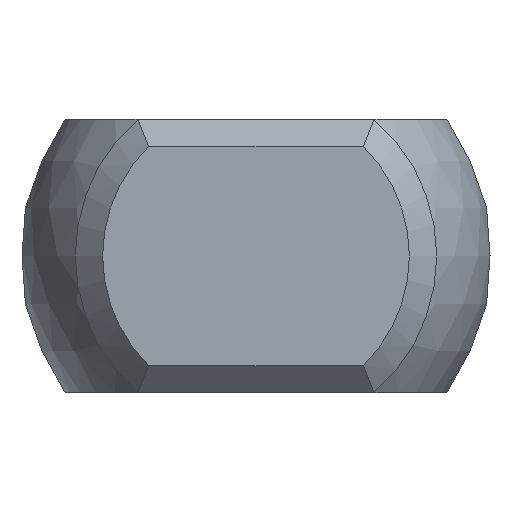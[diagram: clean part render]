
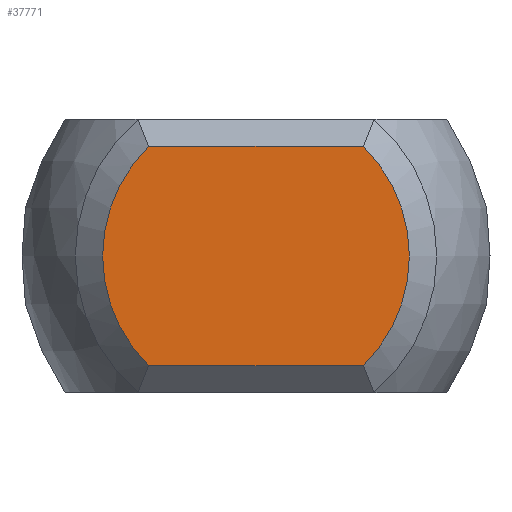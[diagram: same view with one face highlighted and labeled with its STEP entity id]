
A CAD part, left-side view. The second image highlights one B-rep face of the part: STEP entity #37771.
In plain terms, the highlighted planar face has unit normal (-1, 0, 0).
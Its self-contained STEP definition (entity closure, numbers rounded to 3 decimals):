
#35422 = PLANE('',#35423);
#35423 = AXIS2_PLACEMENT_3D('',#35424,#35425,#35426);
#35424 = CARTESIAN_POINT('',(-65.375,3.125,2.25));
#35425 = DIRECTION('',(0.707,0.,-0.707));
#35426 = DIRECTION('',(-0.707,0.,-0.707));
#37148 = EDGE_CURVE('',#37149,#37151,#37153,.T.);
#37149 = VERTEX_POINT('',#37150);
#37150 = CARTESIAN_POINT('',(-65.625,-1.96,-2.));
#37151 = VERTEX_POINT('',#37152);
#37152 = CARTESIAN_POINT('',(-65.625,-1.96,2.));
#37153 = SURFACE_CURVE('',#37154,(#37159,#37171),.PCURVE_S1.);
#37154 = CIRCLE('',#37155,2.8);
#37155 = AXIS2_PLACEMENT_3D('',#37156,#37157,#37158);
#37156 = CARTESIAN_POINT('',(-65.625,0.,0.));
#37157 = DIRECTION('',(-1.,0.,0.));
#37158 = DIRECTION('',(0.,-1.,0.));
#37159 = PCURVE('',#37160,#37165);
#37160 = CONICAL_SURFACE('',#37161,3.05,0.785);
#37161 = AXIS2_PLACEMENT_3D('',#37162,#37163,#37164);
#37162 = CARTESIAN_POINT('',(-65.375,0.,0.));
#37163 = DIRECTION('',(1.,0.,0.));
#37164 = DIRECTION('',(0.,-1.,0.));
#37165 = DEFINITIONAL_REPRESENTATION('',(#37166),#37170);
#37166 = LINE('',#37167,#37168);
#37167 = CARTESIAN_POINT('',(6.283,-0.25));
#37168 = VECTOR('',#37169,1.);
#37169 = DIRECTION('',(-1.,0.));
#37170 = ( GEOMETRIC_REPRESENTATION_CONTEXT(2) 
PARAMETRIC_REPRESENTATION_CONTEXT() REPRESENTATION_CONTEXT('2D SPACE',''
  ) );
#37171 = PCURVE('',#37172,#37177);
#37172 = PLANE('',#37173);
#37173 = AXIS2_PLACEMENT_3D('',#37174,#37175,#37176);
#37174 = CARTESIAN_POINT('',(-65.625,0.,0.));
#37175 = DIRECTION('',(1.,0.,0.));
#37176 = DIRECTION('',(0.,0.,-1.));
#37177 = DEFINITIONAL_REPRESENTATION('',(#37178),#37186);
#37178 = ( BOUNDED_CURVE() B_SPLINE_CURVE(2,(#37179,#37180,#37181,#37182
    ,#37183,#37184,#37185),.UNSPECIFIED.,.T.,.F.) 
B_SPLINE_CURVE_WITH_KNOTS((1,2,2,2,2,1),(-2.094,0.,
    2.094,4.189,6.283,8.378),
.UNSPECIFIED.) CURVE() GEOMETRIC_REPRESENTATION_ITEM() 
RATIONAL_B_SPLINE_CURVE((1.,0.5,1.,0.5,1.,0.5,1.)) REPRESENTATION_ITEM(
  '') );
#37179 = CARTESIAN_POINT('',(0.,-2.8));
#37180 = CARTESIAN_POINT('',(-4.85,-2.8));
#37181 = CARTESIAN_POINT('',(-2.425,1.4));
#37182 = CARTESIAN_POINT('',(0.,5.6));
#37183 = CARTESIAN_POINT('',(2.425,1.4));
#37184 = CARTESIAN_POINT('',(4.85,-2.8));
#37185 = CARTESIAN_POINT('',(0.,-2.8));
#37186 = ( GEOMETRIC_REPRESENTATION_CONTEXT(2) 
PARAMETRIC_REPRESENTATION_CONTEXT() REPRESENTATION_CONTEXT('2D SPACE',''
  ) );
#37204 = PLANE('',#37205);
#37205 = AXIS2_PLACEMENT_3D('',#37206,#37207,#37208);
#37206 = CARTESIAN_POINT('',(-65.375,-3.125,-2.25));
#37207 = DIRECTION('',(0.707,0.,0.707)
  );
#37208 = DIRECTION('',(0.707,0.,-0.707));
#37264 = EDGE_CURVE('',#37151,#37265,#37267,.T.);
#37265 = VERTEX_POINT('',#37266);
#37266 = CARTESIAN_POINT('',(-65.625,1.96,2.));
#37267 = SURFACE_CURVE('',#37268,(#37272,#37279),.PCURVE_S1.);
#37268 = LINE('',#37269,#37270);
#37269 = CARTESIAN_POINT('',(-65.625,3.125,2.));
#37270 = VECTOR('',#37271,1.);
#37271 = DIRECTION('',(0.,1.,0.));
#37272 = PCURVE('',#35422,#37273);
#37273 = DEFINITIONAL_REPRESENTATION('',(#37274),#37278);
#37274 = LINE('',#37275,#37276);
#37275 = CARTESIAN_POINT('',(0.354,0.));
#37276 = VECTOR('',#37277,1.);
#37277 = DIRECTION('',(0.,1.));
#37278 = ( GEOMETRIC_REPRESENTATION_CONTEXT(2) 
PARAMETRIC_REPRESENTATION_CONTEXT() REPRESENTATION_CONTEXT('2D SPACE',''
  ) );
#37279 = PCURVE('',#37172,#37280);
#37280 = DEFINITIONAL_REPRESENTATION('',(#37281),#37285);
#37281 = LINE('',#37282,#37283);
#37282 = CARTESIAN_POINT('',(-2.,3.125));
#37283 = VECTOR('',#37284,1.);
#37284 = DIRECTION('',(0.,1.));
#37285 = ( GEOMETRIC_REPRESENTATION_CONTEXT(2) 
PARAMETRIC_REPRESENTATION_CONTEXT() REPRESENTATION_CONTEXT('2D SPACE',''
  ) );
#37305 = CONICAL_SURFACE('',#37306,3.05,0.785);
#37306 = AXIS2_PLACEMENT_3D('',#37307,#37308,#37309);
#37307 = CARTESIAN_POINT('',(-65.375,0.,0.));
#37308 = DIRECTION('',(1.,0.,0.));
#37309 = DIRECTION('',(-0.,1.,0.));
#37319 = EDGE_CURVE('',#37265,#37320,#37322,.T.);
#37320 = VERTEX_POINT('',#37321);
#37321 = CARTESIAN_POINT('',(-65.625,1.96,-2.));
#37322 = SURFACE_CURVE('',#37323,(#37328,#37335),.PCURVE_S1.);
#37323 = CIRCLE('',#37324,2.8);
#37324 = AXIS2_PLACEMENT_3D('',#37325,#37326,#37327);
#37325 = CARTESIAN_POINT('',(-65.625,0.,0.));
#37326 = DIRECTION('',(-1.,0.,0.));
#37327 = DIRECTION('',(0.,1.,0.));
#37328 = PCURVE('',#37305,#37329);
#37329 = DEFINITIONAL_REPRESENTATION('',(#37330),#37334);
#37330 = LINE('',#37331,#37332);
#37331 = CARTESIAN_POINT('',(6.283,-0.25));
#37332 = VECTOR('',#37333,1.);
#37333 = DIRECTION('',(-1.,0.));
#37334 = ( GEOMETRIC_REPRESENTATION_CONTEXT(2) 
PARAMETRIC_REPRESENTATION_CONTEXT() REPRESENTATION_CONTEXT('2D SPACE',''
  ) );
#37335 = PCURVE('',#37172,#37336);
#37336 = DEFINITIONAL_REPRESENTATION('',(#37337),#37345);
#37337 = ( BOUNDED_CURVE() B_SPLINE_CURVE(2,(#37338,#37339,#37340,#37341
    ,#37342,#37343,#37344),.UNSPECIFIED.,.T.,.F.) 
B_SPLINE_CURVE_WITH_KNOTS((1,2,2,2,2,1),(-2.094,0.,
    2.094,4.189,6.283,8.378),
.UNSPECIFIED.) CURVE() GEOMETRIC_REPRESENTATION_ITEM() 
RATIONAL_B_SPLINE_CURVE((1.,0.5,1.,0.5,1.,0.5,1.)) REPRESENTATION_ITEM(
  '') );
#37338 = CARTESIAN_POINT('',(0.,2.8));
#37339 = CARTESIAN_POINT('',(4.85,2.8));
#37340 = CARTESIAN_POINT('',(2.425,-1.4));
#37341 = CARTESIAN_POINT('',(0.,-5.6));
#37342 = CARTESIAN_POINT('',(-2.425,-1.4));
#37343 = CARTESIAN_POINT('',(-4.85,2.8));
#37344 = CARTESIAN_POINT('',(0.,2.8));
#37345 = ( GEOMETRIC_REPRESENTATION_CONTEXT(2) 
PARAMETRIC_REPRESENTATION_CONTEXT() REPRESENTATION_CONTEXT('2D SPACE',''
  ) );
#37419 = EDGE_CURVE('',#37320,#37149,#37420,.T.);
#37420 = SURFACE_CURVE('',#37421,(#37425,#37432),.PCURVE_S1.);
#37421 = LINE('',#37422,#37423);
#37422 = CARTESIAN_POINT('',(-65.625,-3.125,-2.));
#37423 = VECTOR('',#37424,1.);
#37424 = DIRECTION('',(0.,-1.,0.));
#37425 = PCURVE('',#37204,#37426);
#37426 = DEFINITIONAL_REPRESENTATION('',(#37427),#37431);
#37427 = LINE('',#37428,#37429);
#37428 = CARTESIAN_POINT('',(-0.354,0.));
#37429 = VECTOR('',#37430,1.);
#37430 = DIRECTION('',(0.,-1.));
#37431 = ( GEOMETRIC_REPRESENTATION_CONTEXT(2) 
PARAMETRIC_REPRESENTATION_CONTEXT() REPRESENTATION_CONTEXT('2D SPACE',''
  ) );
#37432 = PCURVE('',#37172,#37433);
#37433 = DEFINITIONAL_REPRESENTATION('',(#37434),#37438);
#37434 = LINE('',#37435,#37436);
#37435 = CARTESIAN_POINT('',(2.,-3.125));
#37436 = VECTOR('',#37437,1.);
#37437 = DIRECTION('',(0.,-1.));
#37438 = ( GEOMETRIC_REPRESENTATION_CONTEXT(2) 
PARAMETRIC_REPRESENTATION_CONTEXT() REPRESENTATION_CONTEXT('2D SPACE',''
  ) );
#37771 = ADVANCED_FACE('',(#37772),#37172,.F.);
#37772 = FACE_BOUND('',#37773,.T.);
#37773 = EDGE_LOOP('',(#37774,#37775,#37776,#37777));
#37774 = ORIENTED_EDGE('',*,*,#37148,.T.);
#37775 = ORIENTED_EDGE('',*,*,#37264,.T.);
#37776 = ORIENTED_EDGE('',*,*,#37319,.T.);
#37777 = ORIENTED_EDGE('',*,*,#37419,.T.);
